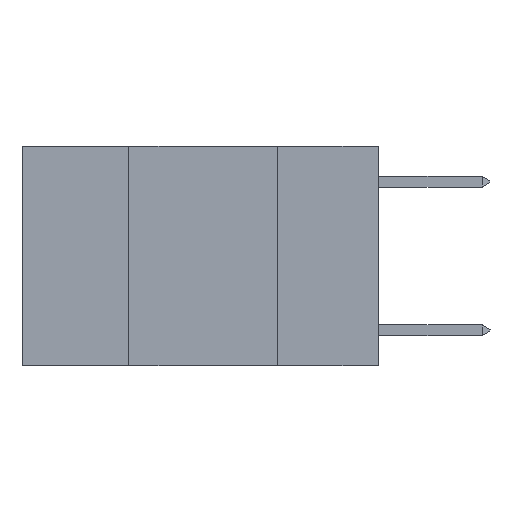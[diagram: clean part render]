
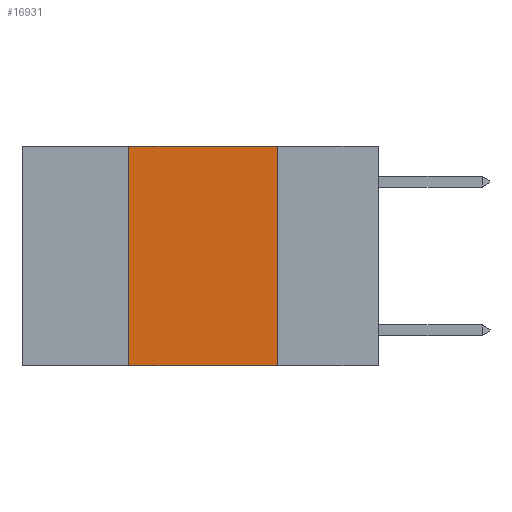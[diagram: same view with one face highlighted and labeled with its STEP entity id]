
A CAD part, left-side view. The second image highlights one B-rep face of the part: STEP entity #16931.
In plain terms, the highlighted planar face has unit normal (-1, 0, 0).
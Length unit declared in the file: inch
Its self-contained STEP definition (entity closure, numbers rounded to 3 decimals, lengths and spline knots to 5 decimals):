
#78 = ORIENTED_EDGE ( 'NONE', *, *, #21607, .F. ) ;
#926 = PLANE ( 'NONE',  #2016 ) ;
#2016 = AXIS2_PLACEMENT_3D ( 'NONE', #19381, #7202, #21374 ) ;
#2087 = CARTESIAN_POINT ( 'NONE',  ( 0., 0.17, 0. ) ) ;
#2371 = EDGE_LOOP ( 'NONE', ( #78, #7467, #19982, #13474 ) ) ;
#2811 = LINE ( 'NONE', #2087, #11670 ) ;
#6008 = EDGE_CURVE ( 'NONE', #12689, #25420, #17066, .T. ) ;
#7202 = DIRECTION ( 'NONE',  ( 1., 0., 0. ) ) ;
#7467 = ORIENTED_EDGE ( 'NONE', *, *, #6008, .F. ) ;
#8194 = VECTOR ( 'NONE', #24913, 39.37008 ) ;
#8362 = CARTESIAN_POINT ( 'NONE',  ( 0., 0.42, 0. ) ) ;
#8815 = LINE ( 'NONE', #23047, #8194 ) ;
#11670 = VECTOR ( 'NONE', #20477, 39.37008 ) ;
#12689 = VERTEX_POINT ( 'NONE', #8362 ) ;
#13198 = CARTESIAN_POINT ( 'NONE',  ( 0., 0.17, 0. ) ) ;
#13474 = ORIENTED_EDGE ( 'NONE', *, *, #13499, .T. ) ;
#13499 = EDGE_CURVE ( 'NONE', #17707, #13571, #24324, .T. ) ;
#13571 = VERTEX_POINT ( 'NONE', #20667 ) ;
#16649 = VECTOR ( 'NONE', #20316, 39.37008 ) ;
#16931 = ADVANCED_FACE ( 'NONE', ( #22411 ), #926, .F. ) ;
#17066 = LINE ( 'NONE', #20607, #16649 ) ;
#17707 = VERTEX_POINT ( 'NONE', #21282 ) ;
#19381 = CARTESIAN_POINT ( 'NONE',  ( 0., 0.6, 0. ) ) ;
#19982 = ORIENTED_EDGE ( 'NONE', *, *, #22122, .F. ) ;
#20316 = DIRECTION ( 'NONE',  ( 0., -1., 0. ) ) ;
#20477 = DIRECTION ( 'NONE',  ( 0., 0., -1. ) ) ;
#20607 = CARTESIAN_POINT ( 'NONE',  ( 0., 0.6, 0. ) ) ;
#20667 = CARTESIAN_POINT ( 'NONE',  ( 0., 0.17, -0.37 ) ) ;
#21282 = CARTESIAN_POINT ( 'NONE',  ( 0., 0.42, -0.37 ) ) ;
#21374 = DIRECTION ( 'NONE',  ( 0., 0., -1. ) ) ;
#21607 = EDGE_CURVE ( 'NONE', #25420, #13571, #2811, .T. ) ;
#22122 = EDGE_CURVE ( 'NONE', #17707, #12689, #8815, .T. ) ;
#22411 = FACE_OUTER_BOUND ( 'NONE', #2371, .T. ) ;
#23004 = DIRECTION ( 'NONE',  ( 0., -1., 0. ) ) ;
#23047 = CARTESIAN_POINT ( 'NONE',  ( 0., 0.42, 0. ) ) ;
#23401 = CARTESIAN_POINT ( 'NONE',  ( 0., 0.6, -0.37 ) ) ;
#24252 = VECTOR ( 'NONE', #23004, 39.37008 ) ;
#24324 = LINE ( 'NONE', #23401, #24252 ) ;
#24913 = DIRECTION ( 'NONE',  ( 0., 0., 1. ) ) ;
#25420 = VERTEX_POINT ( 'NONE', #13198 ) ;
